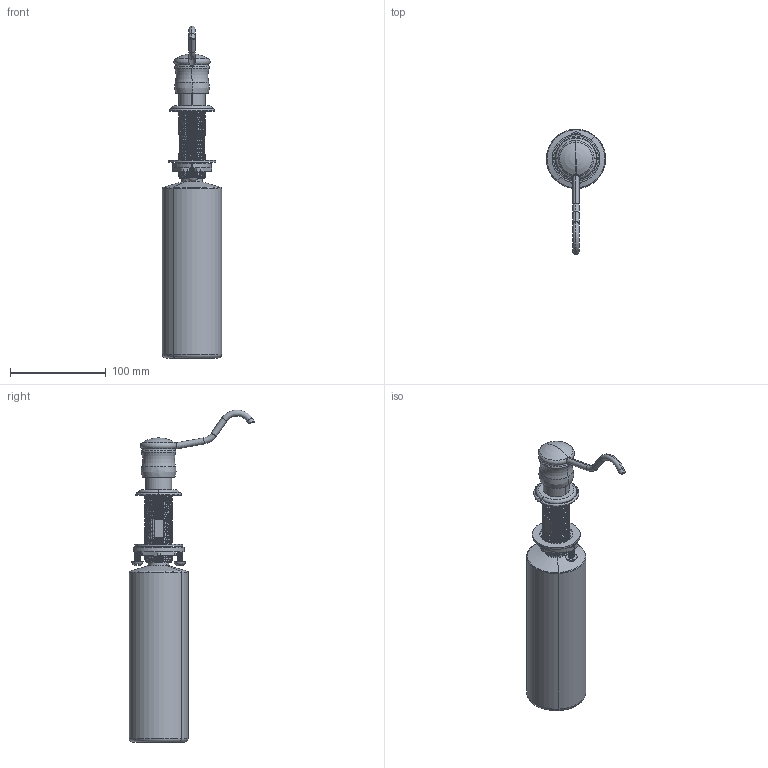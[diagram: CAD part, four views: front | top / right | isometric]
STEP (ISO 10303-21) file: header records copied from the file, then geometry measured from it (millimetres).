
FILE_DESCRIPTION((''),'2;1');
FILE_NAME('127_ASM','2024-12-09T10:52:27',('NSantos'),(''),'CREO PARAMETRIC BY PTC INC, 2023134','CREO PARAMETRIC BY PTC INC, 2023134','');
FILE_SCHEMA(('CONFIG_CONTROL_DESIGN'));
Length unit declared in the file: inch
Products named in the file (1): 127_ASM
Bounding box: 61.75 x 131.46 x 346.54 mm (x, y, z)
Volume: 131814.8 mm3; surface area: 152967 mm2
Topology: 5 solids, 12 shells, 911 faces, 2356 edges, 1493 vertices
Faces by surface type: cylinder 360, bspline 197, plane 169, torus 96, cone 64, sphere 22, extrusion 3
Entity records: 71549 total; most frequent: CARTESIAN_POINT 51063, ORIENTED_EDGE 4674, DIRECTION 3598, EDGE_CURVE 2350, VERTEX_POINT 1493, AXIS2_PLACEMENT_3D 1412, EDGE_LOOP 975, FACE_OUTER_BOUND 911
